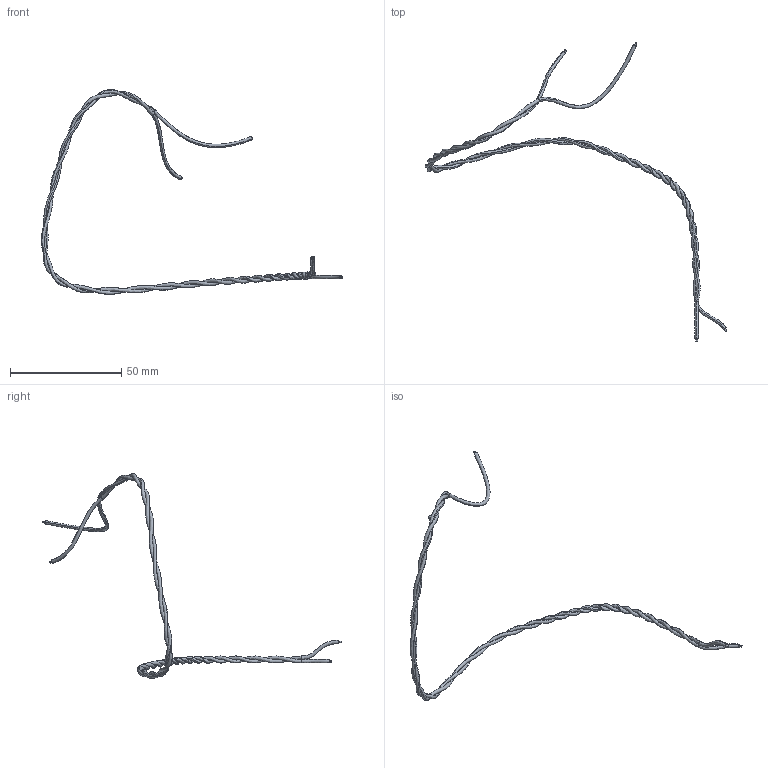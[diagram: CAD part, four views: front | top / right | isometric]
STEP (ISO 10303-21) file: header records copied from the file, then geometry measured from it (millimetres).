
FILE_DESCRIPTION (( 'STEP AP214' ), '1' );
FILE_NAME ('User Library-TwistedWire.STEP', '2010-10-22T17:30:14', ( 'sysAdmin' ), ( 'SolidWorks' ), 'SwSTEP 2.0', 'SolidWorks 2010', '' );
FILE_SCHEMA (( 'AUTOMOTIVE_DESIGN' ));
Length unit declared in the file: inch
Products named in the file (1): User Library-TwistedWire
Bounding box: 135.9 x 134.37 x 92.31 mm (x, y, z)
Volume: 1448.2 mm3; surface area: 3728.8 mm2
Topology: 6 solids, 6 shells, 36 faces, 60 edges, 40 vertices
Faces by surface type: plane 16, bspline 12, cylinder 8
Entity records: 7913 total; most frequent: CARTESIAN_POINT 6797, DIRECTION 138, ORIENTED_EDGE 120, AXIS2_PLACEMENT_3D 65, EDGE_CURVE 60, CIRCLE 40, VERTEX_POINT 40, EDGE_LOOP 40
